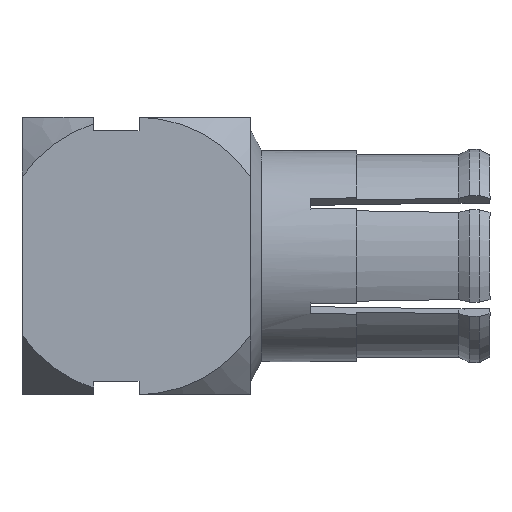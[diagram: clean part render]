
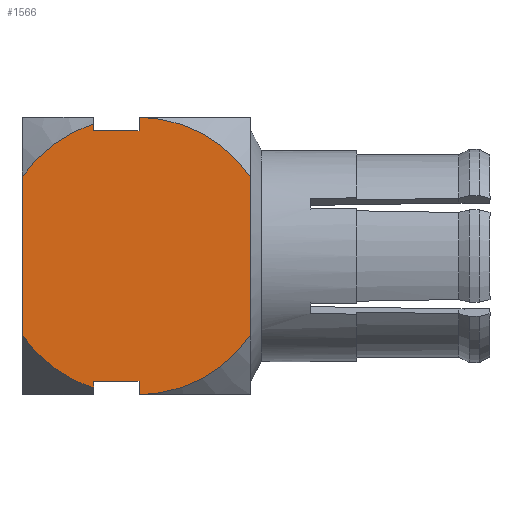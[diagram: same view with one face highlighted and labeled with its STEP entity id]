
A CAD part, left-side view. The second image highlights one B-rep face of the part: STEP entity #1566.
In plain terms, the highlighted planar face has unit normal (-1, 0, 0).
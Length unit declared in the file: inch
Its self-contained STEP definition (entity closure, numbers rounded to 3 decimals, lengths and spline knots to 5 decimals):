
#1 = CARTESIAN_POINT ( 'NONE',  ( -0.1056, 0.2493, 0.102 ) ) ;
#67 = VECTOR ( 'NONE', #3088, 39.37008 ) ;
#83 = VERTEX_POINT ( 'NONE', #2369 ) ;
#195 = FACE_OUTER_BOUND ( 'NONE', #2811, .T. ) ;
#248 = CARTESIAN_POINT ( 'NONE',  ( -0.1056, 0.1634, 0.102 ) ) ;
#253 = ORIENTED_EDGE ( 'NONE', *, *, #2509, .T. ) ;
#255 = EDGE_CURVE ( 'NONE', #1488, #860, #2427, .T. ) ;
#270 = DIRECTION ( 'NONE',  ( 0., 0., -1. ) ) ;
#281 = DIRECTION ( 'NONE',  ( 0., 0., 1. ) ) ;
#294 = VERTEX_POINT ( 'NONE', #1288 ) ;
#307 = ORIENTED_EDGE ( 'NONE', *, *, #4343, .F. ) ;
#324 = CIRCLE ( 'NONE', #604, 0.102 ) ;
#368 = ORIENTED_EDGE ( 'NONE', *, *, #745, .T. ) ;
#604 = AXIS2_PLACEMENT_3D ( 'NONE', #2737, #2366, #1351 ) ;
#654 = CARTESIAN_POINT ( 'NONE',  ( -0.1056, 0.2493, -0.05786 ) ) ;
#745 = EDGE_CURVE ( 'NONE', #1875, #1284, #2685, .T. ) ;
#812 = CARTESIAN_POINT ( 'NONE',  ( -0.1056, 0.2493, 0.05786 ) ) ;
#837 = CARTESIAN_POINT ( 'NONE',  ( -0.1056, 0.0813, 0.102 ) ) ;
#860 = VERTEX_POINT ( 'NONE', #897 ) ;
#897 = CARTESIAN_POINT ( 'NONE',  ( -0.1056, 0.1634, -0.092 ) ) ;
#980 = CARTESIAN_POINT ( 'NONE',  ( -0.1056, 0.1968, 0.102 ) ) ;
#1068 = CARTESIAN_POINT ( 'NONE',  ( -0.1056, 0.1968, -0.09701 ) ) ;
#1092 = ORIENTED_EDGE ( 'NONE', *, *, #1451, .F. ) ;
#1125 = AXIS2_PLACEMENT_3D ( 'NONE', #1323, #3357, #1671 ) ;
#1126 = ORIENTED_EDGE ( 'NONE', *, *, #3028, .F. ) ;
#1128 = DIRECTION ( 'NONE',  ( -1., 0., 0. ) ) ;
#1164 = DIRECTION ( 'NONE',  ( 0., 0., 1. ) ) ;
#1282 = DIRECTION ( 'NONE',  ( 0., 0., -1. ) ) ;
#1284 = VERTEX_POINT ( 'NONE', #4165 ) ;
#1288 = CARTESIAN_POINT ( 'NONE',  ( -0.1056, 0.0813, 0.05786 ) ) ;
#1323 = CARTESIAN_POINT ( 'NONE',  ( -0.1056, 0.0813, 0.102 ) ) ;
#1351 = DIRECTION ( 'NONE',  ( 0., 0., -1. ) ) ;
#1354 = AXIS2_PLACEMENT_3D ( 'NONE', #2554, #2879, #4255 ) ;
#1357 = CARTESIAN_POINT ( 'NONE',  ( -0.1056, 0.1968, -0.092 ) ) ;
#1391 = CIRCLE ( 'NONE', #1354, 0.102 ) ;
#1432 = LINE ( 'NONE', #837, #3557 ) ;
#1451 = EDGE_CURVE ( 'NONE', #3328, #2561, #1646, .T. ) ;
#1488 = VERTEX_POINT ( 'NONE', #2927 ) ;
#1511 = DIRECTION ( 'NONE',  ( 0., 0., -1. ) ) ;
#1528 = DIRECTION ( 'NONE',  ( 0., 0., -1. ) ) ;
#1566 = ADVANCED_FACE ( 'NONE', ( #195 ), #3016, .F. ) ;
#1642 = VECTOR ( 'NONE', #281, 39.37008 ) ;
#1646 = LINE ( 'NONE', #980, #2433 ) ;
#1651 = VECTOR ( 'NONE', #3401, 39.37008 ) ;
#1671 = DIRECTION ( 'NONE',  ( 0., 0., -1. ) ) ;
#1761 = CARTESIAN_POINT ( 'NONE',  ( -0.1056, 0.0813, -0.092 ) ) ;
#1801 = LINE ( 'NONE', #2851, #2003 ) ;
#1875 = VERTEX_POINT ( 'NONE', #3390 ) ;
#1949 = EDGE_CURVE ( 'NONE', #3351, #3435, #2968, .T. ) ;
#2003 = VECTOR ( 'NONE', #1164, 39.37008 ) ;
#2016 = EDGE_CURVE ( 'NONE', #1284, #3351, #1801, .T. ) ;
#2109 = CARTESIAN_POINT ( 'NONE',  ( -0.1056, 0.0813, 0.092 ) ) ;
#2190 = VERTEX_POINT ( 'NONE', #654 ) ;
#2206 = CARTESIAN_POINT ( 'NONE',  ( -0.1056, 0.1653, 0. ) ) ;
#2366 = DIRECTION ( 'NONE',  ( 1., 0., 0. ) ) ;
#2369 = CARTESIAN_POINT ( 'NONE',  ( -0.1056, 0.0813, -0.05786 ) ) ;
#2427 = LINE ( 'NONE', #3630, #1642 ) ;
#2433 = VECTOR ( 'NONE', #270, 39.37008 ) ;
#2509 = EDGE_CURVE ( 'NONE', #3328, #860, #4322, .T. ) ;
#2538 = ORIENTED_EDGE ( 'NONE', *, *, #1949, .T. ) ;
#2554 = CARTESIAN_POINT ( 'NONE',  ( -0.1056, 0.1653, 0. ) ) ;
#2561 = VERTEX_POINT ( 'NONE', #1068 ) ;
#2596 = DIRECTION ( 'NONE',  ( 0., 0., -1. ) ) ;
#2685 = LINE ( 'NONE', #2109, #67 ) ;
#2737 = CARTESIAN_POINT ( 'NONE',  ( -0.1056, 0.1653, 0. ) ) ;
#2811 = EDGE_LOOP ( 'NONE', ( #1092, #253, #4340, #307, #3067, #3512, #2998, #368, #3011, #2538, #3912, #1126 ) ) ;
#2851 = CARTESIAN_POINT ( 'NONE',  ( -0.1056, 0.1968, 0.102 ) ) ;
#2879 = DIRECTION ( 'NONE',  ( 1., 0., 0. ) ) ;
#2927 = CARTESIAN_POINT ( 'NONE',  ( -0.10559, 0.1634, -0.10199 ) ) ;
#2968 = CIRCLE ( 'NONE', #4187, 0.102 ) ;
#2998 = ORIENTED_EDGE ( 'NONE', *, *, #3772, .T. ) ;
#3011 = ORIENTED_EDGE ( 'NONE', *, *, #2016, .T. ) ;
#3016 = PLANE ( 'NONE',  #1125 ) ;
#3028 = EDGE_CURVE ( 'NONE', #2561, #2190, #3840, .T. ) ;
#3041 = CARTESIAN_POINT ( 'NONE',  ( -0.1056, 0.1968, 0.09701 ) ) ;
#3067 = ORIENTED_EDGE ( 'NONE', *, *, #3696, .F. ) ;
#3088 = DIRECTION ( 'NONE',  ( 0., 1., 0. ) ) ;
#3150 = EDGE_CURVE ( 'NONE', #3544, #294, #1391, .T. ) ;
#3201 = DIRECTION ( 'NONE',  ( 1., 0., 0. ) ) ;
#3328 = VERTEX_POINT ( 'NONE', #1357 ) ;
#3351 = VERTEX_POINT ( 'NONE', #3041 ) ;
#3357 = DIRECTION ( 'NONE',  ( 1., 0., 0. ) ) ;
#3360 = LINE ( 'NONE', #248, #3613 ) ;
#3390 = CARTESIAN_POINT ( 'NONE',  ( -0.1056, 0.1634, 0.092 ) ) ;
#3401 = DIRECTION ( 'NONE',  ( 0., -1., 0. ) ) ;
#3408 = LINE ( 'NONE', #1, #4252 ) ;
#3435 = VERTEX_POINT ( 'NONE', #812 ) ;
#3464 = CARTESIAN_POINT ( 'NONE',  ( -0.10559, 0.1634, 0.10199 ) ) ;
#3488 = CARTESIAN_POINT ( 'NONE',  ( -0.1056, 0.1653, 0. ) ) ;
#3512 = ORIENTED_EDGE ( 'NONE', *, *, #3150, .F. ) ;
#3544 = VERTEX_POINT ( 'NONE', #3464 ) ;
#3557 = VECTOR ( 'NONE', #1511, 39.37008 ) ;
#3613 = VECTOR ( 'NONE', #2596, 39.37008 ) ;
#3630 = CARTESIAN_POINT ( 'NONE',  ( -0.1056, 0.1634, 0.102 ) ) ;
#3696 = EDGE_CURVE ( 'NONE', #294, #83, #1432, .T. ) ;
#3772 = EDGE_CURVE ( 'NONE', #3544, #1875, #3360, .T. ) ;
#3825 = DIRECTION ( 'NONE',  ( 0., 0., 1. ) ) ;
#3838 = AXIS2_PLACEMENT_3D ( 'NONE', #2206, #3201, #1528 ) ;
#3840 = CIRCLE ( 'NONE', #3838, 0.102 ) ;
#3912 = ORIENTED_EDGE ( 'NONE', *, *, #3964, .T. ) ;
#3964 = EDGE_CURVE ( 'NONE', #3435, #2190, #3408, .T. ) ;
#4165 = CARTESIAN_POINT ( 'NONE',  ( -0.1056, 0.1968, 0.092 ) ) ;
#4187 = AXIS2_PLACEMENT_3D ( 'NONE', #3488, #1128, #3825 ) ;
#4252 = VECTOR ( 'NONE', #1282, 39.37008 ) ;
#4255 = DIRECTION ( 'NONE',  ( 0., 0., -1. ) ) ;
#4322 = LINE ( 'NONE', #1761, #1651 ) ;
#4340 = ORIENTED_EDGE ( 'NONE', *, *, #255, .F. ) ;
#4343 = EDGE_CURVE ( 'NONE', #83, #1488, #324, .T. ) ;
